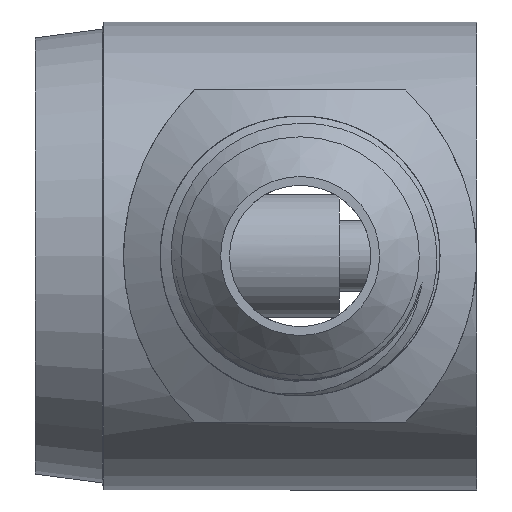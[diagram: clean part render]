
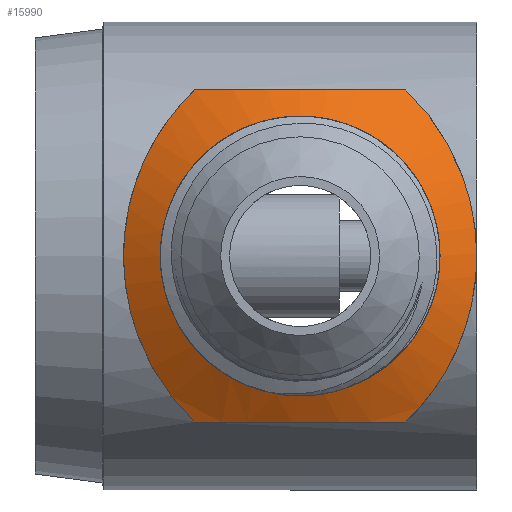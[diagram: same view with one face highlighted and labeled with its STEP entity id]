
A CAD part, left-side view. The second image highlights one B-rep face of the part: STEP entity #15990.
In plain terms, the highlighted conical face has half-angle 60 degrees and reference radius 7.92 mm.
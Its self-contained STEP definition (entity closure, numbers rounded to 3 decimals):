
#361=(
BOUNDED_CURVE()
B_SPLINE_CURVE(2,(#21203,#21204,#21205),.UNSPECIFIED.,.F.,.F.)
B_SPLINE_CURVE_WITH_KNOTS((3,3),(1.381,3.506),
 .UNSPECIFIED.)
CURVE()
GEOMETRIC_REPRESENTATION_ITEM()
RATIONAL_B_SPLINE_CURVE((1.658,1.965,1.658))
REPRESENTATION_ITEM('')
);
#362=(
BOUNDED_CURVE()
B_SPLINE_CURVE(2,(#21222,#21223,#21224),.UNSPECIFIED.,.F.,.F.)
B_SPLINE_CURVE_WITH_KNOTS((3,3),(-3.506,-2.443),
 .UNSPECIFIED.)
CURVE()
GEOMETRIC_REPRESENTATION_ITEM()
RATIONAL_B_SPLINE_CURVE((1.658,1.811,1.811))
REPRESENTATION_ITEM('')
);
#363=(
BOUNDED_CURVE()
B_SPLINE_CURVE(2,(#21227,#21228,#21229),.UNSPECIFIED.,.F.,.F.)
B_SPLINE_CURVE_WITH_KNOTS((3,3),(-2.443,-1.381),
 .UNSPECIFIED.)
CURVE()
GEOMETRIC_REPRESENTATION_ITEM()
RATIONAL_B_SPLINE_CURVE((1.811,1.811,1.658))
REPRESENTATION_ITEM('')
);
#370=CONICAL_SURFACE('',#16883,7.92,1.047);
#473=B_SPLINE_CURVE_WITH_KNOTS('',3,(#21207,#21208,#21209,#21210,#21211,
#21212,#21213,#21214,#21215,#21216,#21217,#21218,#21219,#21220),
 .UNSPECIFIED.,.F.,.F.,(4,2,2,2,2,2,4),(5.212,5.451,
5.835,6.218,6.602,6.986,7.225),
 .UNSPECIFIED.);
#474=B_SPLINE_CURVE_WITH_KNOTS('',3,(#21230,#21231,#21232,#21233,#21234,
#21235,#21236,#21237,#21238,#21239,#21240,#21241,#21242,#21243),
 .UNSPECIFIED.,.F.,.F.,(4,2,2,2,2,2,4),(-7.225,-6.986,
-6.602,-6.218,-5.835,-5.451,
-5.212),.UNSPECIFIED.);
#1656=FACE_OUTER_BOUND('',#2502,.T.);
#2502=EDGE_LOOP('',(#10504,#10505,#10506,#10507,#10508,#10509,#10510,#10511,
#10512));
#3411=LINE('',#21225,#4915);
#4915=VECTOR('',#17547,7.92);
#6402=CIRCLE('',#16858,7.92);
#6403=CIRCLE('',#16859,7.92);
#6515=VERTEX_POINT('',#20641);
#6516=VERTEX_POINT('',#20643);
#6548=VERTEX_POINT('',#21201);
#6549=VERTEX_POINT('',#21202);
#6550=VERTEX_POINT('',#21206);
#6551=VERTEX_POINT('',#21221);
#6552=VERTEX_POINT('',#21226);
#8089=EDGE_CURVE('',#6515,#6516,#6402,.T.);
#8090=EDGE_CURVE('',#6516,#6515,#6403,.T.);
#8133=EDGE_CURVE('',#6548,#6549,#361,.T.);
#8134=EDGE_CURVE('',#6550,#6548,#473,.T.);
#8135=EDGE_CURVE('',#6551,#6550,#362,.F.);
#8136=EDGE_CURVE('',#6551,#6516,#3411,.T.);
#8137=EDGE_CURVE('',#6552,#6551,#363,.F.);
#8138=EDGE_CURVE('',#6549,#6552,#474,.T.);
#10504=ORIENTED_EDGE('',*,*,#8133,.F.);
#10505=ORIENTED_EDGE('',*,*,#8134,.F.);
#10506=ORIENTED_EDGE('',*,*,#8135,.F.);
#10507=ORIENTED_EDGE('',*,*,#8136,.T.);
#10508=ORIENTED_EDGE('',*,*,#8089,.F.);
#10509=ORIENTED_EDGE('',*,*,#8090,.F.);
#10510=ORIENTED_EDGE('',*,*,#8136,.F.);
#10511=ORIENTED_EDGE('',*,*,#8137,.F.);
#10512=ORIENTED_EDGE('',*,*,#8138,.F.);
#15990=ADVANCED_FACE('',(#1656),#370,.T.);
#16858=AXIS2_PLACEMENT_3D('',#20644,#17484,#17485);
#16859=AXIS2_PLACEMENT_3D('',#20645,#17486,#17487);
#16883=AXIS2_PLACEMENT_3D('',#21200,#17545,#17546);
#17484=DIRECTION('center_axis',(-1.,0.,0.));
#17485=DIRECTION('ref_axis',(0.,0.,1.));
#17486=DIRECTION('center_axis',(-1.,0.,0.));
#17487=DIRECTION('ref_axis',(0.,0.,1.));
#17545=DIRECTION('center_axis',(1.,0.,0.));
#17546=DIRECTION('ref_axis',(0.,0.,-1.));
#17547=DIRECTION('',(-0.5,0.,-0.866));
#20641=CARTESIAN_POINT('',(-42.872,30.988,35.002));
#20643=CARTESIAN_POINT('',(-42.872,30.988,50.842));
#20644=CARTESIAN_POINT('Origin',(-42.872,30.988,42.922));
#20645=CARTESIAN_POINT('Origin',(-42.872,30.988,42.922));
#21200=CARTESIAN_POINT('Origin',(-42.872,30.988,42.922));
#21201=CARTESIAN_POINT('',(-41.012,25.008,33.522));
#21202=CARTESIAN_POINT('',(-41.012,36.968,33.522));
#21203=CARTESIAN_POINT('Ctrl Pts',(-41.012,25.008,33.522));
#21204=CARTESIAN_POINT('Ctrl Pts',(-42.866,30.988,33.522));
#21205=CARTESIAN_POINT('Ctrl Pts',(-41.012,36.968,33.522));
#21206=CARTESIAN_POINT('',(-41.012,25.008,52.322));
#21207=CARTESIAN_POINT('Ctrl Pts',(-41.012,25.008,52.322));
#21208=CARTESIAN_POINT('Ctrl Pts',(-41.106,24.404,51.745));
#21209=CARTESIAN_POINT('Ctrl Pts',(-41.192,23.866,51.117));
#21210=CARTESIAN_POINT('Ctrl Pts',(-41.386,22.666,49.434));
#21211=CARTESIAN_POINT('Ctrl Pts',(-41.493,22.028,48.197));
#21212=CARTESIAN_POINT('Ctrl Pts',(-41.636,21.189,45.581));
#21213=CARTESIAN_POINT('Ctrl Pts',(-41.671,20.988,44.2));
#21214=CARTESIAN_POINT('Ctrl Pts',(-41.671,20.988,41.643));
#21215=CARTESIAN_POINT('Ctrl Pts',(-41.636,21.189,40.262));
#21216=CARTESIAN_POINT('Ctrl Pts',(-41.493,22.028,37.646));
#21217=CARTESIAN_POINT('Ctrl Pts',(-41.386,22.666,36.409));
#21218=CARTESIAN_POINT('Ctrl Pts',(-41.192,23.866,34.726));
#21219=CARTESIAN_POINT('Ctrl Pts',(-41.106,24.404,34.099));
#21220=CARTESIAN_POINT('Ctrl Pts',(-41.012,25.008,33.522));
#21221=CARTESIAN_POINT('',(-42.017,30.988,52.322));
#21222=CARTESIAN_POINT('Ctrl Pts',(-41.012,25.008,52.322));
#21223=CARTESIAN_POINT('Ctrl Pts',(-42.017,28.252,52.322));
#21224=CARTESIAN_POINT('Ctrl Pts',(-42.017,30.988,52.322));
#21225=CARTESIAN_POINT('',(-42.872,30.988,50.842));
#21226=CARTESIAN_POINT('',(-41.012,36.968,52.322));
#21227=CARTESIAN_POINT('Ctrl Pts',(-42.017,30.988,52.322));
#21228=CARTESIAN_POINT('Ctrl Pts',(-42.017,33.725,52.322));
#21229=CARTESIAN_POINT('Ctrl Pts',(-41.012,36.968,52.322));
#21230=CARTESIAN_POINT('Ctrl Pts',(-41.012,36.968,33.522));
#21231=CARTESIAN_POINT('Ctrl Pts',(-41.106,37.572,34.099));
#21232=CARTESIAN_POINT('Ctrl Pts',(-41.192,38.111,34.726));
#21233=CARTESIAN_POINT('Ctrl Pts',(-41.386,39.311,36.409));
#21234=CARTESIAN_POINT('Ctrl Pts',(-41.493,39.949,37.646));
#21235=CARTESIAN_POINT('Ctrl Pts',(-41.636,40.787,40.262));
#21236=CARTESIAN_POINT('Ctrl Pts',(-41.671,40.988,41.643));
#21237=CARTESIAN_POINT('Ctrl Pts',(-41.671,40.988,44.2));
#21238=CARTESIAN_POINT('Ctrl Pts',(-41.636,40.787,45.581));
#21239=CARTESIAN_POINT('Ctrl Pts',(-41.493,39.949,48.197));
#21240=CARTESIAN_POINT('Ctrl Pts',(-41.386,39.311,49.434));
#21241=CARTESIAN_POINT('Ctrl Pts',(-41.192,38.111,51.117));
#21242=CARTESIAN_POINT('Ctrl Pts',(-41.106,37.572,51.745));
#21243=CARTESIAN_POINT('Ctrl Pts',(-41.012,36.968,52.322));
